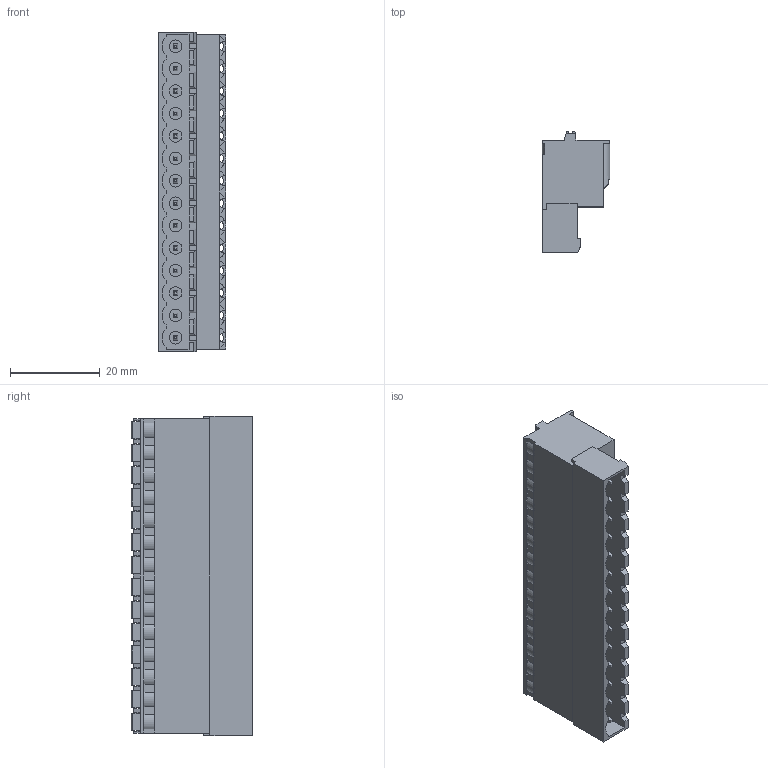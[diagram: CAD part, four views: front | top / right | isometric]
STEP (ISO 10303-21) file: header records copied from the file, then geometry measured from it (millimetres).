
FILE_DESCRIPTION((''),'2;1');
FILE_NAME('TLPHS-218-XXP','2024-10-22T10:33:19',('yanfa'),(''),'CREO PARAMETRIC BY PTC INC, 2018050','CREO PARAMETRIC BY PTC INC, 2018050','');
FILE_SCHEMA(('AUTOMOTIVE_DESIGN { 1 0 10303 214 1 1 1 1 }'));
Length unit declared in the file: millimetre
Products named in the file (1): TLPHS-218-XXP
Bounding box: 15 x 26.99 x 71.32 mm (x, y, z)
Volume: 16346.2 mm3; surface area: 10230.1 mm2
Topology: 1 solids, 1 shells, 791 faces, 2064 edges, 1332 vertices
Faces by surface type: plane 608, cylinder 183
Entity records: 24243 total; most frequent: CARTESIAN_POINT 4572, ORIENTED_EDGE 4124, DIRECTION 3938, EDGE_CURVE 2062, VECTOR 1570, LINE 1570, VERTEX_POINT 1343, AXIS2_PLACEMENT_3D 1184
